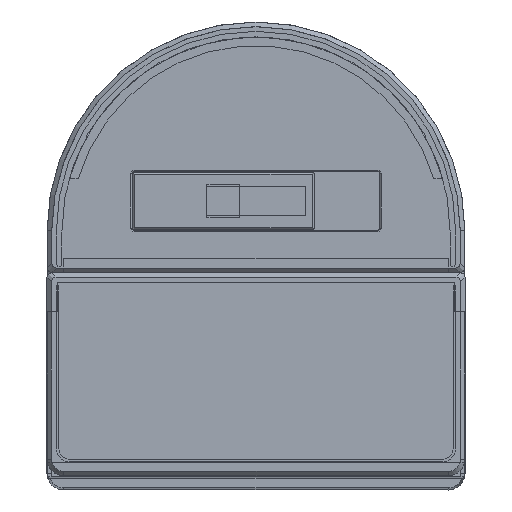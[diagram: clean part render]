
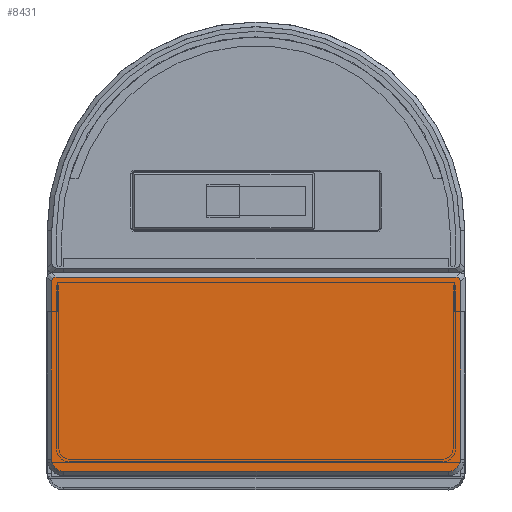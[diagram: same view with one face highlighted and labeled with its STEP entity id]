
A CAD part, top view. The second image highlights one B-rep face of the part: STEP entity #8431.
In plain terms, the highlighted face is planar.
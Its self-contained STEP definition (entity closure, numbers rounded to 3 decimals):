
#575 = CARTESIAN_POINT ( 'NONE',  ( -30.65, -624.4, -30.458 ) ) ;
#798 = DIRECTION ( 'NONE',  ( 1., 0., 0. ) ) ;
#935 = EDGE_CURVE ( 'NONE', #12037, #11077, #11115, .T. ) ;
#961 = LINE ( 'NONE', #5525, #4155 ) ;
#1306 = CARTESIAN_POINT ( 'NONE',  ( 0., -624.4, -2.14 ) ) ;
#1467 = CARTESIAN_POINT ( 'NONE',  ( 30.857, -624.4, -30.442 ) ) ;
#1679 = CARTESIAN_POINT ( 'NONE',  ( 31.358, -624.4, -29.742 ) ) ;
#1688 = AXIS2_PLACEMENT_3D ( 'NONE', #1306, #5444, #7709 ) ;
#1694 = CARTESIAN_POINT ( 'NONE',  ( 31.358, -624.4, -2.54 ) ) ;
#2010 = LINE ( 'NONE', #7267, #8348 ) ;
#2110 = DIRECTION ( 'NONE',  ( 1., 0., 0. ) ) ;
#2225 = CARTESIAN_POINT ( 'NONE',  ( 30.65, -624.4, -30.458 ) ) ;
#2313 = DIRECTION ( 'NONE',  ( -1., 0., 0. ) ) ;
#2378 = FACE_OUTER_BOUND ( 'NONE', #7576, .T. ) ;
#2679 = ORIENTED_EDGE ( 'NONE', *, *, #5476, .F. ) ;
#2777 = CARTESIAN_POINT ( 'NONE',  ( -31.358, -624.4, -29.961 ) ) ;
#3087 = CARTESIAN_POINT ( 'NONE',  ( -29.5, -624.4, -2.54 ) ) ;
#3249 = ORIENTED_EDGE ( 'NONE', *, *, #8774, .T. ) ;
#3295 = CARTESIAN_POINT ( 'NONE',  ( -29.5, -624.4, -0.682 ) ) ;
#3512 = CARTESIAN_POINT ( 'NONE',  ( 31.358, -624.4, -29.963 ) ) ;
#3579 = CARTESIAN_POINT ( 'NONE',  ( 30.76, -624.4, -30.458 ) ) ;
#3697 = CARTESIAN_POINT ( 'NONE',  ( 29.5, -624.4, -2.54 ) ) ;
#3737 = VERTEX_POINT ( 'NONE', #9591 ) ;
#4155 = VECTOR ( 'NONE', #2110, 1000. ) ;
#4185 = CARTESIAN_POINT ( 'NONE',  ( -31.358, -624.4, -29.742 ) ) ;
#4233 = VERTEX_POINT ( 'NONE', #3295 ) ;
#4918 = DIRECTION ( 'NONE',  ( 0., 0., -1. ) ) ;
#5229 = CIRCLE ( 'NONE', #13086, 1.858 ) ;
#5265 = AXIS2_PLACEMENT_3D ( 'NONE', #3087, #8636, #2313 ) ;
#5444 = DIRECTION ( 'NONE',  ( 0., 1., 0. ) ) ;
#5476 = EDGE_CURVE ( 'NONE', #3737, #11077, #8087, .T. ) ;
#5525 = CARTESIAN_POINT ( 'NONE',  ( -30.65, -624.4, -30.458 ) ) ;
#5573 = ORIENTED_EDGE ( 'NONE', *, *, #12797, .F. ) ;
#5651 = ORIENTED_EDGE ( 'NONE', *, *, #10240, .F. ) ;
#5771 = CARTESIAN_POINT ( 'NONE',  ( -31.358, -624.4, -29.742 ) ) ;
#6274 = EDGE_CURVE ( 'NONE', #4233, #8832, #2010, .T. ) ;
#6548 = ORIENTED_EDGE ( 'NONE', *, *, #12888, .T. ) ;
#6635 = PLANE ( 'NONE',  #1688 ) ;
#6830 = CARTESIAN_POINT ( 'NONE',  ( -31.294, -624.4, -30.136 ) ) ;
#6937 = CARTESIAN_POINT ( 'NONE',  ( 30.65, -624.4, -30.458 ) ) ;
#6973 = VERTEX_POINT ( 'NONE', #7244 ) ;
#7182 = VECTOR ( 'NONE', #4918, 1000. ) ;
#7244 = CARTESIAN_POINT ( 'NONE',  ( -31.358, -624.4, -29.742 ) ) ;
#7267 = CARTESIAN_POINT ( 'NONE',  ( -29.5, -624.4, -0.682 ) ) ;
#7576 = EDGE_LOOP ( 'NONE', ( #11033, #2679, #8462, #13662, #5573, #5651, #3249, #6548 ) ) ;
#7709 = DIRECTION ( 'NONE',  ( 1., 0., 0. ) ) ;
#8087 = LINE ( 'NONE', #1694, #7182 ) ;
#8248 = CARTESIAN_POINT ( 'NONE',  ( 29.5, -624.4, -0.682 ) ) ;
#8348 = VECTOR ( 'NONE', #798, 1000. ) ;
#8431 = ADVANCED_FACE ( 'NONE', ( #2378 ), #6635, .F. ) ;
#8462 = ORIENTED_EDGE ( 'NONE', *, *, #11098, .F. ) ;
#8482 = CARTESIAN_POINT ( 'NONE',  ( 31.358, -624.4, -29.742 ) ) ;
#8519 = CARTESIAN_POINT ( 'NONE',  ( -30.65, -624.4, -30.458 ) ) ;
#8636 = DIRECTION ( 'NONE',  ( 0., 1., 0. ) ) ;
#8742 = DIRECTION ( 'NONE',  ( 0., 0., 1. ) ) ;
#8774 = EDGE_CURVE ( 'NONE', #6973, #11661, #10140, .T. ) ;
#8832 = VERTEX_POINT ( 'NONE', #8248 ) ;
#9013 = CARTESIAN_POINT ( 'NONE',  ( -30.871, -624.4, -30.458 ) ) ;
#9591 = CARTESIAN_POINT ( 'NONE',  ( 31.358, -624.4, -2.54 ) ) ;
#9704 = VECTOR ( 'NONE', #8742, 1000. ) ;
#9996 = CARTESIAN_POINT ( 'NONE',  ( 31.03, -624.4, -30.378 ) ) ;
#10038 = DIRECTION ( 'NONE',  ( 0., 1., 0. ) ) ;
#10140 = B_SPLINE_CURVE_WITH_KNOTS ( 'NONE', 3,
 ( #5771, #2777, #6830, #13302, #9013, #575 ),
 .UNSPECIFIED., .F., .F.,
 ( 4, 2, 4 ),
 ( 0., 0.5, 1. ),
 .UNSPECIFIED. ) ;
#10240 = EDGE_CURVE ( 'NONE', #6973, #10379, #11847, .T. ) ;
#10379 = VERTEX_POINT ( 'NONE', #11361 ) ;
#11033 = ORIENTED_EDGE ( 'NONE', *, *, #935, .T. ) ;
#11077 = VERTEX_POINT ( 'NONE', #8482 ) ;
#11098 = EDGE_CURVE ( 'NONE', #8832, #3737, #5229, .T. ) ;
#11115 = B_SPLINE_CURVE_WITH_KNOTS ( 'NONE', 3,
 ( #6937, #3579, #1467, #9996, #13136, #13343, #3512, #1679 ),
 .UNSPECIFIED., .F., .F.,
 ( 4, 2, 2, 4 ),
 ( 0., 0.25, 0.5, 1. ),
 .UNSPECIFIED. ) ;
#11149 = DIRECTION ( 'NONE',  ( 0., 0., 1. ) ) ;
#11361 = CARTESIAN_POINT ( 'NONE',  ( -31.358, -624.4, -2.54 ) ) ;
#11661 = VERTEX_POINT ( 'NONE', #8519 ) ;
#11847 = LINE ( 'NONE', #4185, #9704 ) ;
#12037 = VERTEX_POINT ( 'NONE', #2225 ) ;
#12797 = EDGE_CURVE ( 'NONE', #10379, #4233, #12898, .T. ) ;
#12888 = EDGE_CURVE ( 'NONE', #11661, #12037, #961, .T. ) ;
#12898 = CIRCLE ( 'NONE', #5265, 1.858 ) ;
#13086 = AXIS2_PLACEMENT_3D ( 'NONE', #3697, #10038, #11149 ) ;
#13136 = CARTESIAN_POINT ( 'NONE',  ( 31.106, -624.4, -30.328 ) ) ;
#13302 = CARTESIAN_POINT ( 'NONE',  ( -31.044, -624.4, -30.394 ) ) ;
#13343 = CARTESIAN_POINT ( 'NONE',  ( 31.295, -624.4, -30.138 ) ) ;
#13662 = ORIENTED_EDGE ( 'NONE', *, *, #6274, .F. ) ;
